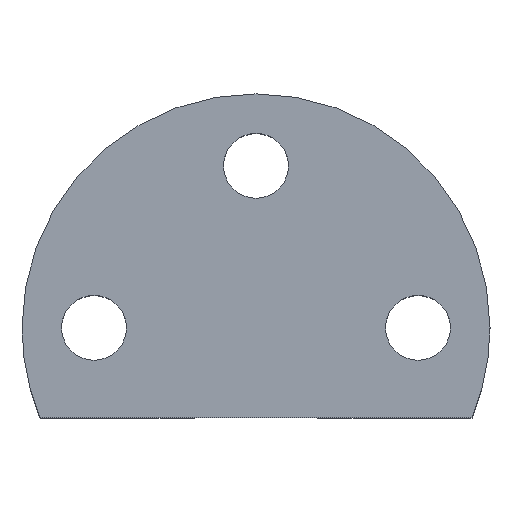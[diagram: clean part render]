
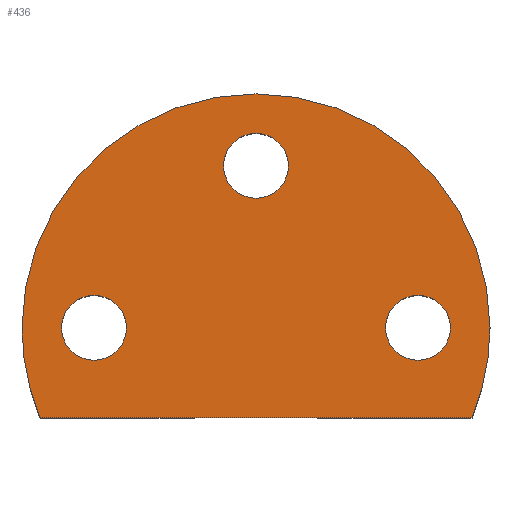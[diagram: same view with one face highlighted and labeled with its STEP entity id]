
A CAD part, top view. The second image highlights one B-rep face of the part: STEP entity #436.
In plain terms, the highlighted planar face has unit normal (0, 0, 1).
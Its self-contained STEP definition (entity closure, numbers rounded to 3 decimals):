
#376=VERTEX_POINT('',#1066);
#390=VERTEX_POINT('',#1080);
#436=ADVANCED_FACE('',(#1131,#1132,#1133,#1134),#1135,.T.);
#440=VERTEX_POINT('',#1139);
#466=EDGE_CURVE('',#1006,#440,#1166,.T.);
#480=VERTEX_POINT('',#1181);
#516=EDGE_CURVE('',#390,#1006,#1223,.T.);
#546=VERTEX_POINT('',#1255);
#560=EDGE_CURVE('',#546,#798,#1270,.T.);
#572=EDGE_CURVE('',#480,#376,#1285,.T.);
#738=VERTEX_POINT('',#1473);
#748=VERTEX_POINT('',#1484);
#770=EDGE_CURVE('',#832,#390,#1510,.T.);
#798=VERTEX_POINT('',#1541);
#824=EDGE_CURVE('',#832,#440,#1573,.T.);
#832=VERTEX_POINT('',#1581);
#842=EDGE_CURVE('',#738,#748,#1595,.T.);
#850=EDGE_CURVE('',#376,#480,#1603,.T.);
#874=EDGE_CURVE('',#798,#546,#1628,.T.);
#882=EDGE_CURVE('',#748,#738,#1638,.T.);
#1006=VERTEX_POINT('',#1776);
#1066=CARTESIAN_POINT('',(-27.0,0.,0.));
#1080=CARTESIAN_POINT('',(-32.5,0.,0.));
#1131=FACE_OUTER_BOUND('',#1947,.T.);
#1132=FACE_BOUND('',#1948,.T.);
#1133=FACE_BOUND('',#1949,.T.);
#1134=FACE_BOUND('',#1950,.T.);
#1135=PLANE('',#1951);
#1139=CARTESIAN_POINT('',(30.0,-12.5,0.));
#1166=CIRCLE('',#2011,32.5);
#1181=CARTESIAN_POINT('',(-18.0,0.0,0.));
#1223=CIRCLE('',#2085,32.5);
#1255=CARTESIAN_POINT('',(4.5,22.5,0.));
#1270=CIRCLE('',#2158,4.5);
#1285=CIRCLE('',#2176,4.5);
#1473=CARTESIAN_POINT('',(27.0,0.0,0.));
#1484=CARTESIAN_POINT('',(18.0,0.,0.));
#1510=CIRCLE('',#2498,32.5);
#1541=CARTESIAN_POINT('',(-4.5,22.5,0.));
#1573=LINE('',#2615,#2616);
#1581=CARTESIAN_POINT('',(-30.0,-12.5,0.));
#1595=CIRCLE('',#2642,4.5);
#1603=CIRCLE('',#2653,4.5);
#1628=CIRCLE('',#2704,4.5);
#1638=CIRCLE('',#2725,4.5);
#1776=CARTESIAN_POINT('',(32.5,0.,0.));
#1947=EDGE_LOOP('',(#3101,#3102,#3103,#3104));
#1948=EDGE_LOOP('',(#3105,#3106));
#1949=EDGE_LOOP('',(#3107,#3108));
#1950=EDGE_LOOP('',(#3109,#3110));
#1951=AXIS2_PLACEMENT_3D('',#3111,#3112,#3113);
#2011=AXIS2_PLACEMENT_3D('',#3137,#3138,#3139);
#2085=AXIS2_PLACEMENT_3D('',#3200,#3201,#3202);
#2158=AXIS2_PLACEMENT_3D('',#3245,#3246,#3247);
#2176=AXIS2_PLACEMENT_3D('',#3270,#3271,#3272);
#2498=AXIS2_PLACEMENT_3D('',#3591,#3592,#3593);
#2615=CARTESIAN_POINT('',(6.875,-12.5,0.));
#2616=VECTOR('',#3682,1.0);
#2642=AXIS2_PLACEMENT_3D('',#3710,#3711,#3712);
#2653=AXIS2_PLACEMENT_3D('',#3714,#3715,#3716);
#2704=AXIS2_PLACEMENT_3D('',#3736,#3737,#3738);
#2725=AXIS2_PLACEMENT_3D('',#3753,#3754,#3755);
#3101=ORIENTED_EDGE('',*,*,#824,.T.);
#3102=ORIENTED_EDGE('',*,*,#466,.F.);
#3103=ORIENTED_EDGE('',*,*,#516,.F.);
#3104=ORIENTED_EDGE('',*,*,#770,.F.);
#3105=ORIENTED_EDGE('',*,*,#842,.T.);
#3106=ORIENTED_EDGE('',*,*,#882,.T.);
#3107=ORIENTED_EDGE('',*,*,#560,.T.);
#3108=ORIENTED_EDGE('',*,*,#874,.T.);
#3109=ORIENTED_EDGE('',*,*,#572,.T.);
#3110=ORIENTED_EDGE('',*,*,#850,.T.);
#3111=CARTESIAN_POINT('',(-16.25,0.,0.));
#3112=DIRECTION('',(0.0,0.0,1.0));
#3113=DIRECTION('',(-1.0,0.,0.0));
#3137=CARTESIAN_POINT('',(0.,0.,0.));
#3138=DIRECTION('',(0.0,0.0,-1.0));
#3139=DIRECTION('',(-1.0,0.,0.0));
#3200=CARTESIAN_POINT('',(0.,0.,0.));
#3201=DIRECTION('',(0.0,0.0,-1.0));
#3202=DIRECTION('',(-1.0,0.,0.0));
#3245=CARTESIAN_POINT('',(0.,22.5,0.));
#3246=DIRECTION('',(0.0,0.0,-1.0));
#3247=DIRECTION('',(1.0,0.0,0.0));
#3270=CARTESIAN_POINT('',(-22.5,0.,0.));
#3271=DIRECTION('',(0.0,0.0,-1.0));
#3272=DIRECTION('',(1.0,0.0,0.0));
#3591=CARTESIAN_POINT('',(0.,0.,0.));
#3592=DIRECTION('',(0.0,0.0,-1.0));
#3593=DIRECTION('',(-1.0,0.,0.0));
#3682=DIRECTION('',(1.0,0.,0.0));
#3710=CARTESIAN_POINT('',(22.5,0.,0.));
#3711=DIRECTION('',(0.0,0.0,-1.0));
#3712=DIRECTION('',(1.0,0.0,0.0));
#3714=CARTESIAN_POINT('',(-22.5,0.,0.));
#3715=DIRECTION('',(0.0,0.0,-1.0));
#3716=DIRECTION('',(1.0,0.0,0.0));
#3736=CARTESIAN_POINT('',(0.,22.5,0.));
#3737=DIRECTION('',(0.0,0.0,-1.0));
#3738=DIRECTION('',(1.0,0.0,0.0));
#3753=CARTESIAN_POINT('',(22.5,0.,0.));
#3754=DIRECTION('',(0.0,0.0,-1.0));
#3755=DIRECTION('',(1.0,0.0,0.0));
